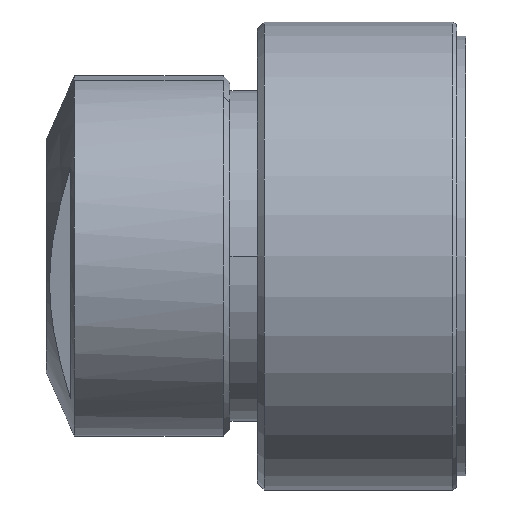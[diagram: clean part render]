
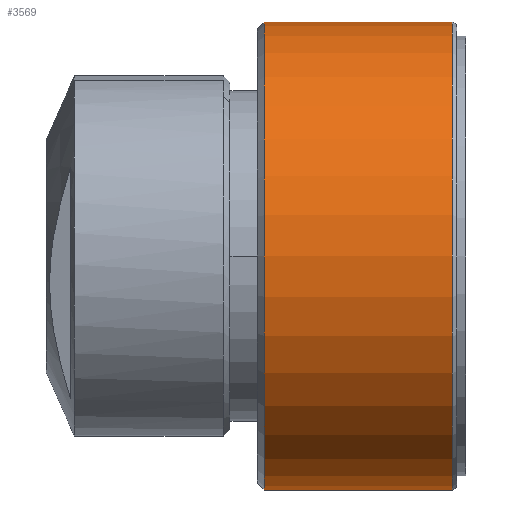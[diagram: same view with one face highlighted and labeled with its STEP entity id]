
A CAD part, left-side view. The second image highlights one B-rep face of the part: STEP entity #3569.
In plain terms, the highlighted cylindrical face has radius 53.975 mm (diameter 107.95 mm), a partial arc.
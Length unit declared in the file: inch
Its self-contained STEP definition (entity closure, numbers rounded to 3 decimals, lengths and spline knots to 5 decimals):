
#25 = ORIENTED_EDGE ( 'NONE', *, *, #3544, .T. ) ;
#70 = DIRECTION ( 'NONE',  ( 0., 0., 1. ) ) ;
#416 = CARTESIAN_POINT ( 'NONE',  ( 0., 0.123, 0. ) ) ;
#430 = DIRECTION ( 'NONE',  ( 0., -1., 0. ) ) ;
#535 = LINE ( 'NONE', #1737, #842 ) ;
#594 = CIRCLE ( 'NONE', #792, 2.125 ) ;
#711 = CARTESIAN_POINT ( 'NONE',  ( 0., 1.833, 0. ) ) ;
#792 = AXIS2_PLACEMENT_3D ( 'NONE', #711, #430, #2769 ) ;
#842 = VECTOR ( 'NONE', #2651, 39.37008 ) ;
#920 = VECTOR ( 'NONE', #3251, 39.37008 ) ;
#1011 = ORIENTED_EDGE ( 'NONE', *, *, #1802, .F. ) ;
#1443 = LINE ( 'NONE', #3202, #920 ) ;
#1573 = CYLINDRICAL_SURFACE ( 'NONE', #3679, 2.125 ) ;
#1635 = FACE_OUTER_BOUND ( 'NONE', #3191, .T. ) ;
#1737 = CARTESIAN_POINT ( 'NONE',  ( 0., 2.57855, -2.125 ) ) ;
#1802 = EDGE_CURVE ( 'NONE', #2502, #2291, #535, .T. ) ;
#1902 = DIRECTION ( 'NONE',  ( 0., 0., -1. ) ) ;
#2119 = AXIS2_PLACEMENT_3D ( 'NONE', #416, #2506, #1902 ) ;
#2161 = VERTEX_POINT ( 'NONE', #2546 ) ;
#2219 = CARTESIAN_POINT ( 'NONE',  ( 0., 0.123, 2.125 ) ) ;
#2291 = VERTEX_POINT ( 'NONE', #3812 ) ;
#2427 = CIRCLE ( 'NONE', #2119, 2.125 ) ;
#2502 = VERTEX_POINT ( 'NONE', #2916 ) ;
#2506 = DIRECTION ( 'NONE',  ( 0., 1., 0. ) ) ;
#2546 = CARTESIAN_POINT ( 'NONE',  ( 0., 1.833, 2.125 ) ) ;
#2651 = DIRECTION ( 'NONE',  ( 0., 1., 0. ) ) ;
#2769 = DIRECTION ( 'NONE',  ( 0., 0., 1. ) ) ;
#2777 = CARTESIAN_POINT ( 'NONE',  ( 0., 2.57855, 0. ) ) ;
#2916 = CARTESIAN_POINT ( 'NONE',  ( 0., 0.123, -2.125 ) ) ;
#2918 = ORIENTED_EDGE ( 'NONE', *, *, #3590, .T. ) ;
#3023 = EDGE_CURVE ( 'NONE', #2161, #2291, #594, .T. ) ;
#3191 = EDGE_LOOP ( 'NONE', ( #1011, #25, #2918, #3763 ) ) ;
#3202 = CARTESIAN_POINT ( 'NONE',  ( 0., 2.57855, 2.125 ) ) ;
#3251 = DIRECTION ( 'NONE',  ( 0., 1., 0. ) ) ;
#3542 = VERTEX_POINT ( 'NONE', #2219 ) ;
#3544 = EDGE_CURVE ( 'NONE', #2502, #3542, #2427, .T. ) ;
#3569 = ADVANCED_FACE ( 'NONE', ( #1635 ), #1573, .T. ) ;
#3590 = EDGE_CURVE ( 'NONE', #3542, #2161, #1443, .T. ) ;
#3679 = AXIS2_PLACEMENT_3D ( 'NONE', #2777, #3731, #70 ) ;
#3731 = DIRECTION ( 'NONE',  ( 0., 1., 0. ) ) ;
#3763 = ORIENTED_EDGE ( 'NONE', *, *, #3023, .T. ) ;
#3812 = CARTESIAN_POINT ( 'NONE',  ( 0., 1.833, -2.125 ) ) ;
